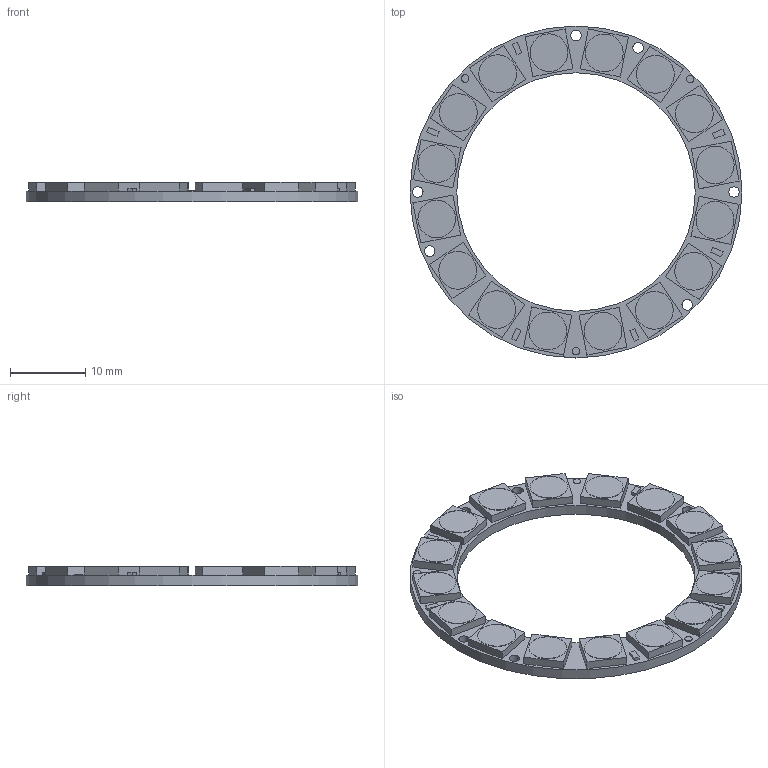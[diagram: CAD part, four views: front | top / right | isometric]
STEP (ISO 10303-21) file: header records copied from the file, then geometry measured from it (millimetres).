
FILE_DESCRIPTION(('FreeCAD Model'),'2;1');
FILE_NAME( 'NeoPixelRing16.step', '2020-09-02T13:04:53',('Author'),(''), 'Open CASCADE STEP processor 7.3','FreeCAD','Unknown');
FILE_SCHEMA(('AUTOMOTIVE_DESIGN { 1 0 10303 214 1 1 1 1 }'));
Length unit declared in the file: millimetre
Products named in the file (1): RingNeoPixel16
Bounding box: 44 x 44 x 2.55 mm (x, y, z)
Volume: 1549.6 mm3; surface area: 2227.8 mm2
Topology: 1 solids, 1 shells, 158 faces, 345 edges, 230 vertices
Faces by surface type: plane 131, cylinder 27
Full cylindrical faces by diameter (mm): 1 x3, 1.4 x6, 5 x16, 31.6 x1, 44 x1
Entity records: 9751 total; most frequent: CARTESIAN_POINT 1618, DIRECTION 1228, LINE 751, VECTOR 751, ORIENTED_EDGE 690, PCURVE 690, DEFINITIONAL_REPRESENTATION 690, EDGE_CURVE 345
